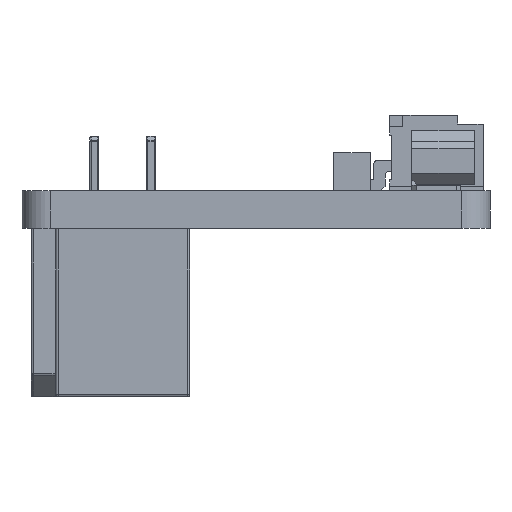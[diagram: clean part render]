
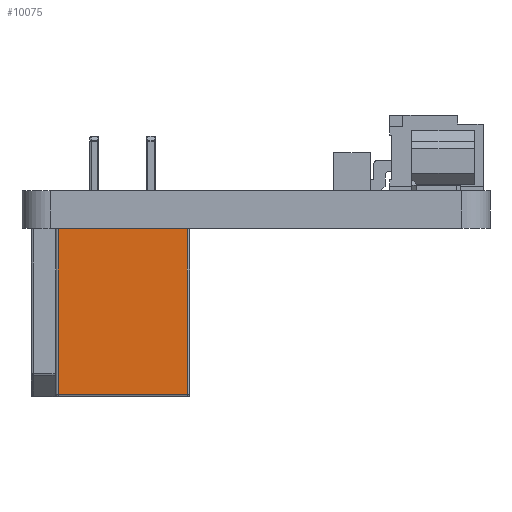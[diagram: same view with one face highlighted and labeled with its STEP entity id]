
A CAD part, front view. The second image highlights one B-rep face of the part: STEP entity #10075.
In plain terms, the highlighted face is planar.
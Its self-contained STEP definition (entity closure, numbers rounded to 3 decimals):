
#357=PLANE('',#10800);
#758=FACE_OUTER_BOUND('',#1387,.T.);
#1387=EDGE_LOOP('',(#7129,#7130,#7131,#7132,#7133,#7134,#7135,#7136,#7137,
#7138));
#2008=LINE('',#14854,#3154);
#2009=LINE('',#14856,#3155);
#2010=LINE('',#14860,#3156);
#2011=LINE('',#14864,#3157);
#2012=LINE('',#14866,#3158);
#2013=LINE('',#14868,#3159);
#2014=LINE('',#14870,#3160);
#2015=LINE('',#14871,#3161);
#3154=VECTOR('',#11886,1000.);
#3155=VECTOR('',#11887,1000.);
#3156=VECTOR('',#11890,1000.);
#3157=VECTOR('',#11893,1000.);
#3158=VECTOR('',#11894,1000.);
#3159=VECTOR('',#11895,1000.);
#3160=VECTOR('',#11896,1000.);
#3161=VECTOR('',#11897,1000.);
#4303=CIRCLE('',#10801,0.2);
#4304=CIRCLE('',#10802,0.2);
#4611=VERTEX_POINT('',#14852);
#4612=VERTEX_POINT('',#14853);
#4613=VERTEX_POINT('',#14855);
#4614=VERTEX_POINT('',#14857);
#4615=VERTEX_POINT('',#14859);
#4616=VERTEX_POINT('',#14861);
#4617=VERTEX_POINT('',#14863);
#4618=VERTEX_POINT('',#14865);
#4619=VERTEX_POINT('',#14867);
#4620=VERTEX_POINT('',#14869);
#5560=EDGE_CURVE('',#4611,#4612,#2008,.T.);
#5561=EDGE_CURVE('',#4612,#4613,#2009,.T.);
#5562=EDGE_CURVE('',#4614,#4613,#4303,.T.);
#5563=EDGE_CURVE('',#4614,#4615,#2010,.T.);
#5564=EDGE_CURVE('',#4616,#4615,#4304,.T.);
#5565=EDGE_CURVE('',#4616,#4617,#2011,.T.);
#5566=EDGE_CURVE('',#4617,#4618,#2012,.T.);
#5567=EDGE_CURVE('',#4618,#4619,#2013,.T.);
#5568=EDGE_CURVE('',#4619,#4620,#2014,.T.);
#5569=EDGE_CURVE('',#4620,#4611,#2015,.T.);
#7129=ORIENTED_EDGE('',*,*,#5560,.T.);
#7130=ORIENTED_EDGE('',*,*,#5561,.T.);
#7131=ORIENTED_EDGE('',*,*,#5562,.F.);
#7132=ORIENTED_EDGE('',*,*,#5563,.T.);
#7133=ORIENTED_EDGE('',*,*,#5564,.F.);
#7134=ORIENTED_EDGE('',*,*,#5565,.T.);
#7135=ORIENTED_EDGE('',*,*,#5566,.T.);
#7136=ORIENTED_EDGE('',*,*,#5567,.T.);
#7137=ORIENTED_EDGE('',*,*,#5568,.T.);
#7138=ORIENTED_EDGE('',*,*,#5569,.T.);
#10075=ADVANCED_FACE('',(#758),#357,.T.);
#10800=AXIS2_PLACEMENT_3D('',#14851,#11884,#11885);
#10801=AXIS2_PLACEMENT_3D('',#14858,#11888,#11889);
#10802=AXIS2_PLACEMENT_3D('',#14862,#11891,#11892);
#11884=DIRECTION('center_axis',(1.,0.,0.));
#11885=DIRECTION('ref_axis',(0.,0.,-1.));
#11886=DIRECTION('',(0.,0.,-1.));
#11887=DIRECTION('',(0.,1.,0.));
#11888=DIRECTION('center_axis',(1.,0.,0.));
#11889=DIRECTION('ref_axis',(0.,0.,-1.));
#11890=DIRECTION('',(0.,0.,-1.));
#11891=DIRECTION('center_axis',(1.,0.,0.));
#11892=DIRECTION('ref_axis',(0.,0.,-1.));
#11893=DIRECTION('',(0.,-1.,0.));
#11894=DIRECTION('',(0.,0.,-1.));
#11895=DIRECTION('',(0.,1.,0.));
#11896=DIRECTION('',(0.,0.,1.));
#11897=DIRECTION('',(0.,-1.,0.));
#14851=CARTESIAN_POINT('Origin',(0.,0.,0.));
#14852=CARTESIAN_POINT('',(0.,-4.35,2.9));
#14853=CARTESIAN_POINT('',(0.,-4.35,2.5));
#14854=CARTESIAN_POINT('',(0.,-4.35,0.));
#14855=CARTESIAN_POINT('',(0.,-4.15,2.5));
#14856=CARTESIAN_POINT('',(0.,-4.05,2.5));
#14857=CARTESIAN_POINT('',(0.,-3.95,2.3));
#14858=CARTESIAN_POINT('Origin',(0.,-4.15,2.3));
#14859=CARTESIAN_POINT('',(0.,-3.95,-2.3));
#14860=CARTESIAN_POINT('',(0.,-3.95,0.));
#14861=CARTESIAN_POINT('',(0.,-4.15,-2.5));
#14862=CARTESIAN_POINT('Origin',(0.,-4.15,-2.3));
#14863=CARTESIAN_POINT('',(0.,-4.35,-2.5));
#14864=CARTESIAN_POINT('',(0.,-4.45,-2.5));
#14865=CARTESIAN_POINT('',(0.,-4.35,-2.9));
#14866=CARTESIAN_POINT('',(0.,-4.35,-3.));
#14867=CARTESIAN_POINT('',(0.,3.95,-2.9));
#14868=CARTESIAN_POINT('',(0.,0.,-2.9));
#14869=CARTESIAN_POINT('',(0.,3.95,2.9));
#14870=CARTESIAN_POINT('',(0.,3.95,0.));
#14871=CARTESIAN_POINT('',(0.,0.,2.9));
